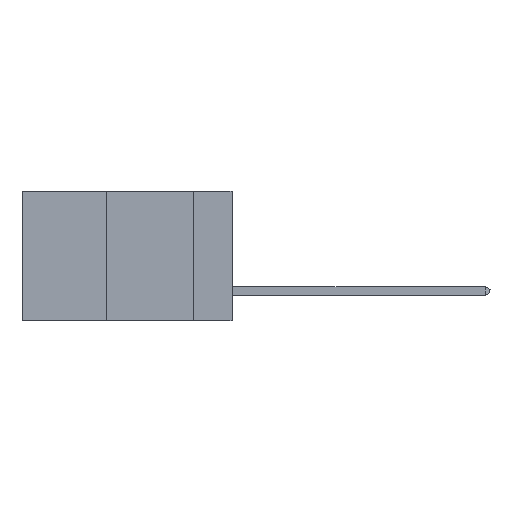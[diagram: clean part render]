
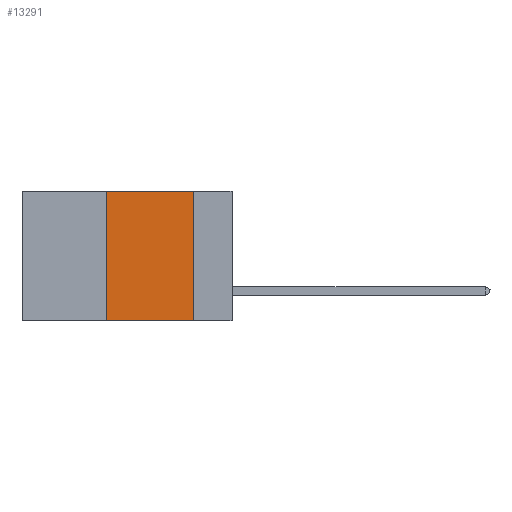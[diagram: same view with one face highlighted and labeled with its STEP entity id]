
A CAD part, left-side view. The second image highlights one B-rep face of the part: STEP entity #13291.
In plain terms, the highlighted planar face has unit normal (-1, 0, 0).
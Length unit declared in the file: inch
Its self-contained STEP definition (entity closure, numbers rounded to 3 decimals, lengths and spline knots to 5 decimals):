
#1301 = ORIENTED_EDGE ( 'NONE', *, *, #41820, .F. ) ;
#4106 = FACE_OUTER_BOUND ( 'NONE', #12386, .T. ) ;
#4478 = ORIENTED_EDGE ( 'NONE', *, *, #27248, .F. ) ;
#4802 = CARTESIAN_POINT ( 'NONE',  ( 0., 0.11, -0.37 ) ) ;
#5735 = CARTESIAN_POINT ( 'NONE',  ( 0., 0.6, 0. ) ) ;
#6227 = DIRECTION ( 'NONE',  ( 0., 0., -1. ) ) ;
#7608 = DIRECTION ( 'NONE',  ( 0., 0., -1. ) ) ;
#11452 = CARTESIAN_POINT ( 'NONE',  ( 0., 0.36, -0.37 ) ) ;
#12386 = EDGE_LOOP ( 'NONE', ( #31351, #4478, #1301, #42902 ) ) ;
#13291 = ADVANCED_FACE ( 'NONE', ( #4106 ), #43014, .F. ) ;
#14705 = LINE ( 'NONE', #17372, #32385 ) ;
#15564 = DIRECTION ( 'NONE',  ( 0., 0., 1. ) ) ;
#17372 = CARTESIAN_POINT ( 'NONE',  ( 0., 0.11, 0. ) ) ;
#20918 = EDGE_CURVE ( 'NONE', #29233, #26582, #34379, .T. ) ;
#21995 = CARTESIAN_POINT ( 'NONE',  ( 0., 0.6, -0.37 ) ) ;
#24016 = VECTOR ( 'NONE', #29274, 39.37008 ) ;
#25310 = CARTESIAN_POINT ( 'NONE',  ( 0., 0.36, 0. ) ) ;
#26582 = VERTEX_POINT ( 'NONE', #4802 ) ;
#27248 = EDGE_CURVE ( 'NONE', #37878, #41828, #43952, .T. ) ;
#28447 = VECTOR ( 'NONE', #35778, 39.37008 ) ;
#29159 = EDGE_CURVE ( 'NONE', #41828, #26582, #14705, .T. ) ;
#29233 = VERTEX_POINT ( 'NONE', #11452 ) ;
#29274 = DIRECTION ( 'NONE',  ( 0., -1., 0. ) ) ;
#29892 = DIRECTION ( 'NONE',  ( 1., 0., 0. ) ) ;
#31351 = ORIENTED_EDGE ( 'NONE', *, *, #29159, .F. ) ;
#32319 = VECTOR ( 'NONE', #15564, 39.37008 ) ;
#32385 = VECTOR ( 'NONE', #7608, 39.37008 ) ;
#33207 = CARTESIAN_POINT ( 'NONE',  ( 0., 0.6, 0. ) ) ;
#33613 = CARTESIAN_POINT ( 'NONE',  ( 0., 0.36, 0. ) ) ;
#34379 = LINE ( 'NONE', #21995, #28447 ) ;
#35778 = DIRECTION ( 'NONE',  ( 0., -1., 0. ) ) ;
#36117 = CARTESIAN_POINT ( 'NONE',  ( 0., 0.11, 0. ) ) ;
#37878 = VERTEX_POINT ( 'NONE', #33613 ) ;
#41567 = LINE ( 'NONE', #25310, #32319 ) ;
#41820 = EDGE_CURVE ( 'NONE', #29233, #37878, #41567, .T. ) ;
#41828 = VERTEX_POINT ( 'NONE', #36117 ) ;
#42182 = AXIS2_PLACEMENT_3D ( 'NONE', #33207, #29892, #6227 ) ;
#42902 = ORIENTED_EDGE ( 'NONE', *, *, #20918, .T. ) ;
#43014 = PLANE ( 'NONE',  #42182 ) ;
#43952 = LINE ( 'NONE', #5735, #24016 ) ;
